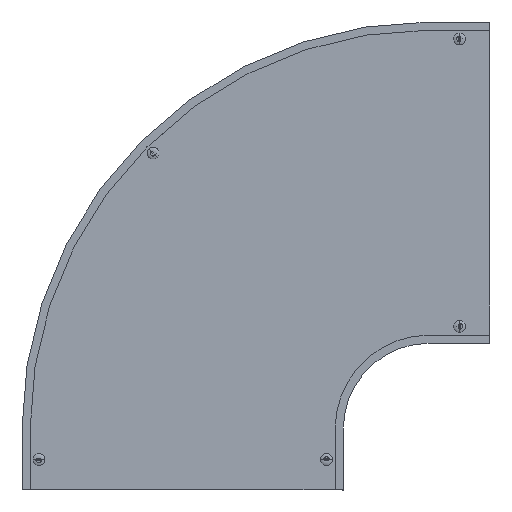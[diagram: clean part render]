
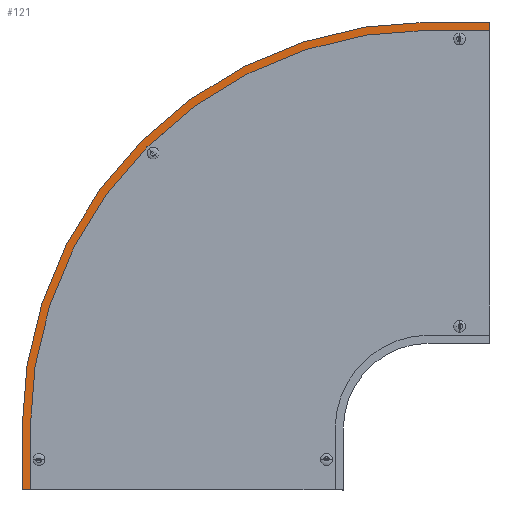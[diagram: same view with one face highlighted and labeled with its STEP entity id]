
A CAD part, top view. The second image highlights one B-rep face of the part: STEP entity #121.
In plain terms, the highlighted face is planar.
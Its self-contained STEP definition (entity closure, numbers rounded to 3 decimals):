
#121 = ADVANCED_FACE ( 'NONE', ( #2278 ), #3660, .T. ) ;
#162 = EDGE_CURVE ( 'NONE', #3937, #2909, #1121, .T. ) ;
#204 = VECTOR ( 'NONE', #1353, 1000. ) ;
#253 = EDGE_CURVE ( 'NONE', #1447, #3842, #4870, .T. ) ;
#261 = VECTOR ( 'NONE', #3858, 1000. ) ;
#446 = CARTESIAN_POINT ( 'NONE',  ( 14., 14., 0. ) ) ;
#514 = EDGE_CURVE ( 'NONE', #1168, #3937, #3627, .T. ) ;
#519 = DIRECTION ( 'NONE',  ( 0., 0., -1. ) ) ;
#588 = LINE ( 'NONE', #4233, #204 ) ;
#704 = EDGE_CURVE ( 'NONE', #2909, #1447, #3691, .T. ) ;
#707 = EDGE_CURVE ( 'NONE', #1168, #5064, #3442, .T. ) ;
#775 = DIRECTION ( 'NONE',  ( 0., 0., 1. ) ) ;
#886 = DIRECTION ( 'NONE',  ( 0., -1., 0. ) ) ;
#901 = DIRECTION ( 'NONE',  ( 0., 0., 1. ) ) ;
#921 = DIRECTION ( 'NONE',  ( 0., 0., 1. ) ) ;
#969 = CARTESIAN_POINT ( 'NONE',  ( 807., 14., -807. ) ) ;
#1121 = LINE ( 'NONE', #2275, #1386 ) ;
#1168 = VERTEX_POINT ( 'NONE', #3180 ) ;
#1235 = VECTOR ( 'NONE', #519, 1000. ) ;
#1263 = VERTEX_POINT ( 'NONE', #2927 ) ;
#1308 = ORIENTED_EDGE ( 'NONE', *, *, #4019, .F. ) ;
#1353 = DIRECTION ( 'NONE',  ( -1., 0., 0. ) ) ;
#1386 = VECTOR ( 'NONE', #3809, 1000. ) ;
#1431 = ORIENTED_EDGE ( 'NONE', *, *, #253, .T. ) ;
#1447 = VERTEX_POINT ( 'NONE', #969 ) ;
#1498 = ORIENTED_EDGE ( 'NONE', *, *, #162, .T. ) ;
#2049 = LINE ( 'NONE', #3450, #261 ) ;
#2060 = DIRECTION ( 'NONE',  ( 0., 0., -1. ) ) ;
#2073 = ORIENTED_EDGE ( 'NONE', *, *, #514, .T. ) ;
#2150 = AXIS2_PLACEMENT_3D ( 'NONE', #3768, #4504, #775 ) ;
#2275 = CARTESIAN_POINT ( 'NONE',  ( 702., 14., -793. ) ) ;
#2278 = FACE_OUTER_BOUND ( 'NONE', #2680, .T. ) ;
#2520 = VECTOR ( 'NONE', #4771, 1000. ) ;
#2680 = EDGE_LOOP ( 'NONE', ( #1308, #5340, #5085, #2073, #1498, #5037, #1431, #4372 ) ) ;
#2909 = VERTEX_POINT ( 'NONE', #3929 ) ;
#2927 = CARTESIAN_POINT ( 'NONE',  ( 0., 14., -105. ) ) ;
#2979 = CARTESIAN_POINT ( 'NONE',  ( 807., 14., -805. ) ) ;
#3180 = CARTESIAN_POINT ( 'NONE',  ( 14., 14., -105. ) ) ;
#3373 = CARTESIAN_POINT ( 'NONE',  ( 702., 14., -793. ) ) ;
#3403 = CARTESIAN_POINT ( 'NONE',  ( 14., 14., -105. ) ) ;
#3434 = DIRECTION ( 'NONE',  ( 0., -1., 0. ) ) ;
#3442 = LINE ( 'NONE', #3403, #3564 ) ;
#3450 = CARTESIAN_POINT ( 'NONE',  ( 0., 14., -105. ) ) ;
#3564 = VECTOR ( 'NONE', #921, 1000. ) ;
#3627 = CIRCLE ( 'NONE', #4794, 688. ) ;
#3660 = PLANE ( 'NONE',  #2150 ) ;
#3691 = LINE ( 'NONE', #2979, #1235 ) ;
#3741 = CARTESIAN_POINT ( 'NONE',  ( 702., 14., -807. ) ) ;
#3768 = CARTESIAN_POINT ( 'NONE',  ( 2., 14., -105. ) ) ;
#3809 = DIRECTION ( 'NONE',  ( 1., 0., 0. ) ) ;
#3828 = AXIS2_PLACEMENT_3D ( 'NONE', #4655, #3434, #901 ) ;
#3842 = VERTEX_POINT ( 'NONE', #3741 ) ;
#3843 = CARTESIAN_POINT ( 'NONE',  ( 702., 14., -807. ) ) ;
#3858 = DIRECTION ( 'NONE',  ( 0., 0., -1. ) ) ;
#3929 = CARTESIAN_POINT ( 'NONE',  ( 807., 14., -793. ) ) ;
#3937 = VERTEX_POINT ( 'NONE', #3373 ) ;
#4019 = EDGE_CURVE ( 'NONE', #4931, #1263, #2049, .T. ) ;
#4052 = CIRCLE ( 'NONE', #3828, 702. ) ;
#4222 = CARTESIAN_POINT ( 'NONE',  ( 0., 14., 0. ) ) ;
#4233 = CARTESIAN_POINT ( 'NONE',  ( 2., 14., 0. ) ) ;
#4372 = ORIENTED_EDGE ( 'NONE', *, *, #4918, .F. ) ;
#4504 = DIRECTION ( 'NONE',  ( 0., 1., 0. ) ) ;
#4575 = CARTESIAN_POINT ( 'NONE',  ( 702., 14., -105. ) ) ;
#4655 = CARTESIAN_POINT ( 'NONE',  ( 702., 14., -105. ) ) ;
#4771 = DIRECTION ( 'NONE',  ( -1., 0., 0. ) ) ;
#4794 = AXIS2_PLACEMENT_3D ( 'NONE', #4575, #886, #2060 ) ;
#4870 = LINE ( 'NONE', #3843, #2520 ) ;
#4918 = EDGE_CURVE ( 'NONE', #1263, #3842, #4052, .T. ) ;
#4931 = VERTEX_POINT ( 'NONE', #4222 ) ;
#5037 = ORIENTED_EDGE ( 'NONE', *, *, #704, .T. ) ;
#5064 = VERTEX_POINT ( 'NONE', #446 ) ;
#5085 = ORIENTED_EDGE ( 'NONE', *, *, #707, .F. ) ;
#5146 = EDGE_CURVE ( 'NONE', #5064, #4931, #588, .T. ) ;
#5340 = ORIENTED_EDGE ( 'NONE', *, *, #5146, .F. ) ;
